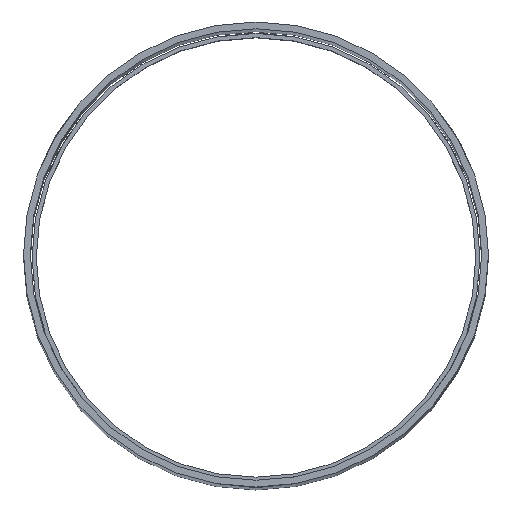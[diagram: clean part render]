
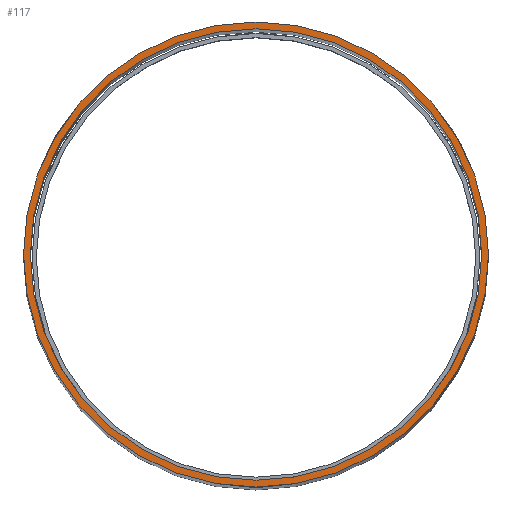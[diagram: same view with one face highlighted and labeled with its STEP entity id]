
A CAD part, top view. The second image highlights one B-rep face of the part: STEP entity #117.
In plain terms, the highlighted planar face has unit normal (0, 0, 1).
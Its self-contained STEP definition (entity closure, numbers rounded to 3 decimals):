
#117=ADVANCED_FACE('',(#230,#231),#232,.F.);
#230=FACE_OUTER_BOUND('',#330,.T.);
#231=FACE_BOUND('',#331,.T.);
#232=PLANE('',#332);
#330=EDGE_LOOP('',(#444));
#331=EDGE_LOOP('',(#445));
#332=AXIS2_PLACEMENT_3D('',#446,#447,#448);
#444=ORIENTED_EDGE('',*,*,#504,.T.);
#445=ORIENTED_EDGE('',*,*,#508,.F.);
#446=CARTESIAN_POINT('',(0.0,0.0,1000.0));
#447=DIRECTION('',(0.0,0.0,-1.0));
#448=DIRECTION('',(-1.0,0.0,0.0));
#504=EDGE_CURVE('',#568,#568,#569,.T.);
#508=EDGE_CURVE('',#574,#574,#575,.T.);
#568=VERTEX_POINT('',#1901);
#569=CIRCLE('',#1902,136.5);
#574=VERTEX_POINT('',#1907);
#575=CIRCLE('',#1908,132.5);
#1901=CARTESIAN_POINT('',(136.5,0.0,1000.0));
#1902=AXIS2_PLACEMENT_3D('',#2077,#2078,#2079);
#1907=CARTESIAN_POINT('',(132.5,0.0,1000.0));
#1908=AXIS2_PLACEMENT_3D('',#2083,#2084,#2085);
#2077=CARTESIAN_POINT('',(0.0,0.0,1000.0));
#2078=DIRECTION('',(0.0,0.0,1.0));
#2079=DIRECTION('',(1.0,0.0,0.0));
#2083=CARTESIAN_POINT('',(0.0,0.0,1000.0));
#2084=DIRECTION('',(0.0,0.0,1.0));
#2085=DIRECTION('',(1.0,0.0,0.0));
